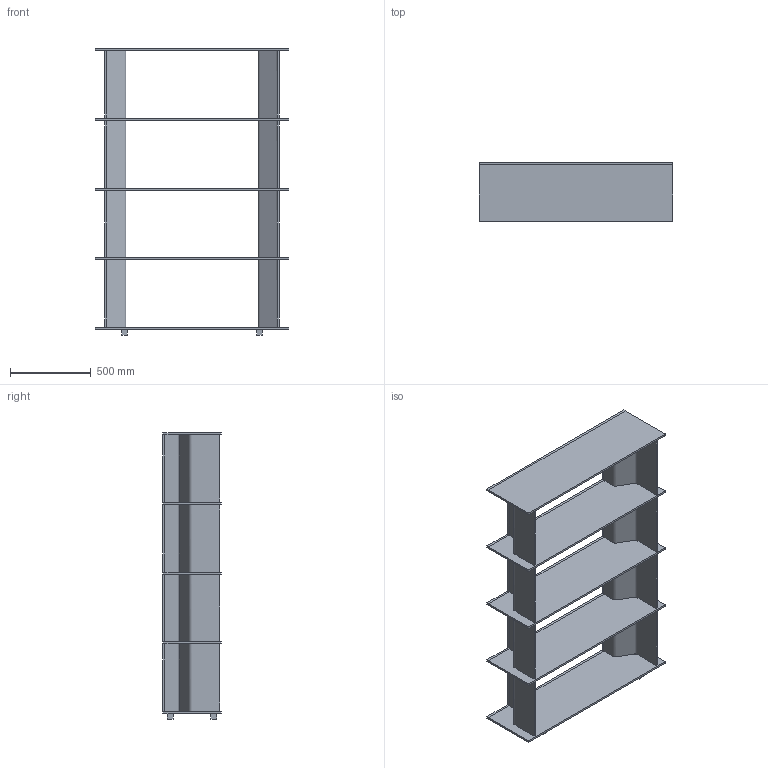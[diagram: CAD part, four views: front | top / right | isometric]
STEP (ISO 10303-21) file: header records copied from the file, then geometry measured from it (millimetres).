
FILE_DESCRIPTION(/* description */ (''),/* implementation_level */ '2;1');
FILE_NAME(/* name */ '8404 - Inori comp. D',/* time_stamp */ '2010-12-14T12:19:43+01:00',/* author */ (''),/* organization */ (''),/* preprocessor_version */ 'ST-DEVELOPER v10',/* originating_system */ '',/* authorisation */ '');
FILE_SCHEMA (('CONFIG_CONTROL_DESIGN'));
Length unit declared in the file: centimetre
Products named in the file (1): 1
Bounding box: 1200 x 365 x 1775 mm (x, y, z)
Volume: 40509583.3 mm3; surface area: 7718202.8 mm2
Topology: 30 solids, 30 shells, 214 faces, 462 edges, 308 vertices
Faces by surface type: plane 164, bspline 50
Entity records: 5864 total; most frequent: CARTESIAN_POINT 2592, ORIENTED_EDGE 924, EDGE_CURVE 462, VERTEX_POINT 308, B_SPLINE_CURVE_WITH_KNOTS 294, ADVANCED_FACE 214, FACE_OUTER_BOUND 214, EDGE_LOOP 214
